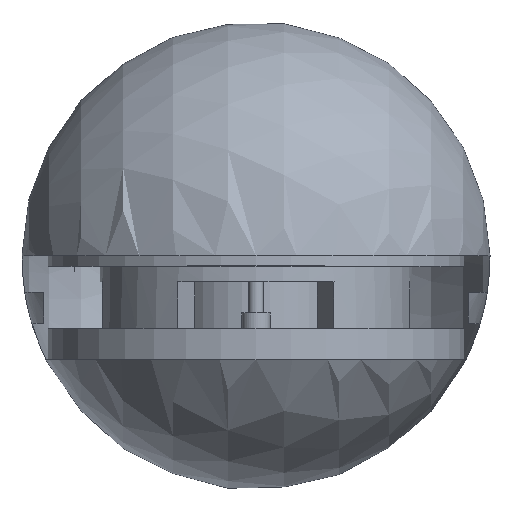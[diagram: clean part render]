
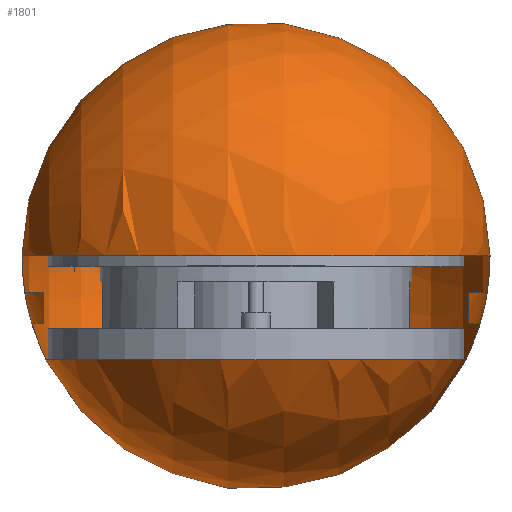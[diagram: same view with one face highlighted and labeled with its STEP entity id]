
A CAD part, top view. The second image highlights one B-rep face of the part: STEP entity #1801.
In plain terms, the highlighted spherical face has radius 45 mm.
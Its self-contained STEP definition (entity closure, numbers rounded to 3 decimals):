
#21=SPHERICAL_SURFACE('',#1950,45.);
#163=FACE_OUTER_BOUND('',#264,.T.);
#264=EDGE_LOOP('',(#1487,#1488,#1489,#1490,#1491,#1492,#1493,#1494,#1495,
#1496,#1497,#1498));
#321=CIRCLE('',#1867,40.311);
#331=CIRCLE('',#1895,44.452);
#333=CIRCLE('',#1899,18.922);
#334=CIRCLE('',#1901,43.081);
#335=CIRCLE('',#1903,45.);
#337=CIRCLE('',#1905,45.);
#339=CIRCLE('',#1909,44.452);
#340=CIRCLE('',#1911,18.922);
#341=CIRCLE('',#1913,43.081);
#342=CIRCLE('',#1915,45.);
#344=CIRCLE('',#1917,45.);
#353=CIRCLE('',#1951,45.);
#795=VERTEX_POINT('',#2659);
#796=VERTEX_POINT('',#2661);
#833=VERTEX_POINT('',#2761);
#834=VERTEX_POINT('',#2762);
#839=VERTEX_POINT('',#2776);
#840=VERTEX_POINT('',#2780);
#842=VERTEX_POINT('',#2787);
#847=VERTEX_POINT('',#2800);
#848=VERTEX_POINT('',#2802);
#849=VERTEX_POINT('',#2806);
#850=VERTEX_POINT('',#2810);
#851=VERTEX_POINT('',#2814);
#981=EDGE_CURVE('',#795,#796,#321,.T.);
#1031=EDGE_CURVE('',#833,#834,#331,.T.);
#1038=EDGE_CURVE('',#839,#833,#333,.T.);
#1040=EDGE_CURVE('',#840,#839,#334,.T.);
#1042=EDGE_CURVE('',#840,#795,#335,.T.);
#1045=EDGE_CURVE('',#842,#834,#337,.T.);
#1052=EDGE_CURVE('',#847,#848,#339,.T.);
#1053=EDGE_CURVE('',#848,#849,#340,.T.);
#1056=EDGE_CURVE('',#849,#850,#341,.T.);
#1057=EDGE_CURVE('',#847,#851,#342,.T.);
#1060=EDGE_CURVE('',#796,#850,#344,.T.);
#1102=EDGE_CURVE('',#851,#842,#353,.T.);
#1487=ORIENTED_EDGE('',*,*,#1031,.T.);
#1488=ORIENTED_EDGE('',*,*,#1045,.F.);
#1489=ORIENTED_EDGE('',*,*,#1102,.F.);
#1490=ORIENTED_EDGE('',*,*,#1057,.F.);
#1491=ORIENTED_EDGE('',*,*,#1052,.T.);
#1492=ORIENTED_EDGE('',*,*,#1053,.T.);
#1493=ORIENTED_EDGE('',*,*,#1056,.T.);
#1494=ORIENTED_EDGE('',*,*,#1060,.F.);
#1495=ORIENTED_EDGE('',*,*,#981,.F.);
#1496=ORIENTED_EDGE('',*,*,#1042,.F.);
#1497=ORIENTED_EDGE('',*,*,#1040,.T.);
#1498=ORIENTED_EDGE('',*,*,#1038,.T.);
#1801=ADVANCED_FACE('',(#163),#21,.T.);
#1867=AXIS2_PLACEMENT_3D('',#2662,#2110,#2111);
#1895=AXIS2_PLACEMENT_3D('',#2763,#2201,#2202);
#1899=AXIS2_PLACEMENT_3D('',#2777,#2214,#2215);
#1901=AXIS2_PLACEMENT_3D('',#2781,#2219,#2220);
#1903=AXIS2_PLACEMENT_3D('',#2784,#2224,#2225);
#1905=AXIS2_PLACEMENT_3D('',#2789,#2229,#2230);
#1909=AXIS2_PLACEMENT_3D('',#2804,#2242,#2243);
#1911=AXIS2_PLACEMENT_3D('',#2807,#2246,#2247);
#1913=AXIS2_PLACEMENT_3D('',#2812,#2252,#2253);
#1915=AXIS2_PLACEMENT_3D('',#2815,#2256,#2257);
#1917=AXIS2_PLACEMENT_3D('',#2819,#2261,#2262);
#1950=AXIS2_PLACEMENT_3D('',#2907,#2360,#2361);
#1951=AXIS2_PLACEMENT_3D('',#2908,#2362,#2363);
#2110=DIRECTION('center_axis',(0.,-1.,0.));
#2111=DIRECTION('ref_axis',(0.,0.,1.));
#2201=DIRECTION('center_axis',(0.,1.,0.));
#2202=DIRECTION('ref_axis',(0.,0.,-1.));
#2214=DIRECTION('center_axis',(-1.,0.,0.));
#2215=DIRECTION('ref_axis',(0.,0.,-1.));
#2219=DIRECTION('center_axis',(0.,-1.,0.));
#2220=DIRECTION('ref_axis',(0.,0.,1.));
#2224=DIRECTION('center_axis',(0.,0.,-1.));
#2225=DIRECTION('ref_axis',(-1.,0.,0.));
#2229=DIRECTION('center_axis',(0.,0.,-1.));
#2230=DIRECTION('ref_axis',(-1.,0.,0.));
#2242=DIRECTION('center_axis',(0.,1.,0.));
#2243=DIRECTION('ref_axis',(0.,0.,-1.));
#2246=DIRECTION('center_axis',(1.,0.,0.));
#2247=DIRECTION('ref_axis',(0.,0.,1.));
#2252=DIRECTION('center_axis',(0.,-1.,0.));
#2253=DIRECTION('ref_axis',(0.,0.,1.));
#2256=DIRECTION('center_axis',(0.,0.,-1.));
#2257=DIRECTION('ref_axis',(-1.,0.,0.));
#2261=DIRECTION('center_axis',(0.,0.,-1.));
#2262=DIRECTION('ref_axis',(-1.,0.,0.));
#2360=DIRECTION('center_axis',(1.,0.,0.));
#2361=DIRECTION('ref_axis',(0.,-1.,0.));
#2362=DIRECTION('center_axis',(0.,1.,0.));
#2363=DIRECTION('ref_axis',(1.,0.,0.));
#2659=CARTESIAN_POINT('',(40.311,40.,143.));
#2661=CARTESIAN_POINT('',(-40.311,40.,143.));
#2662=CARTESIAN_POINT('Origin',(0.,40.,143.));
#2761=CARTESIAN_POINT('',(40.829,53.,160.579));
#2762=CARTESIAN_POINT('',(44.452,53.,143.));
#2763=CARTESIAN_POINT('Origin',(0.,53.,
143.));
#2776=CARTESIAN_POINT('',(40.829,47.,156.749));
#2777=CARTESIAN_POINT('Origin',(40.829,60.,143.));
#2780=CARTESIAN_POINT('',(43.081,47.,143.));
#2781=CARTESIAN_POINT('Origin',(0.,47.,
143.));
#2784=CARTESIAN_POINT('Origin',(0.,60.,
143.));
#2787=CARTESIAN_POINT('',(45.,60.,143.));
#2789=CARTESIAN_POINT('Origin',(0.,60.,
143.));
#2800=CARTESIAN_POINT('',(-44.452,53.,143.));
#2802=CARTESIAN_POINT('',(-40.829,53.,160.579));
#2804=CARTESIAN_POINT('Origin',(0.,53.,143.));
#2806=CARTESIAN_POINT('',(-40.829,47.,156.749));
#2807=CARTESIAN_POINT('Origin',(-40.829,60.,143.));
#2810=CARTESIAN_POINT('',(-43.081,47.,143.));
#2812=CARTESIAN_POINT('Origin',(0.,47.,143.));
#2814=CARTESIAN_POINT('',(-45.,60.,143.));
#2815=CARTESIAN_POINT('Origin',(0.,60.,
143.));
#2819=CARTESIAN_POINT('Origin',(0.,60.,
143.));
#2907=CARTESIAN_POINT('Origin',(0.,60.,143.));
#2908=CARTESIAN_POINT('Origin',(0.,60.,143.));
